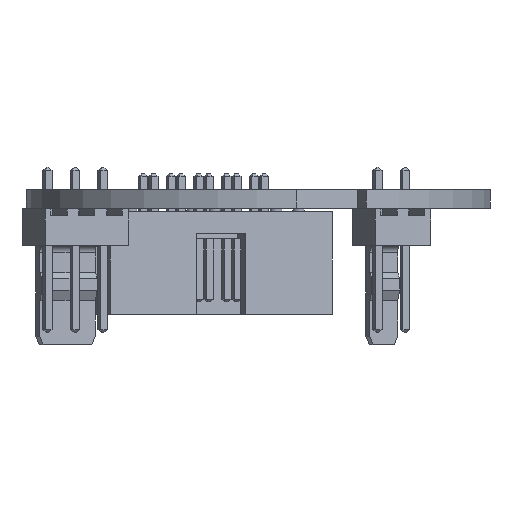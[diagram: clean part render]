
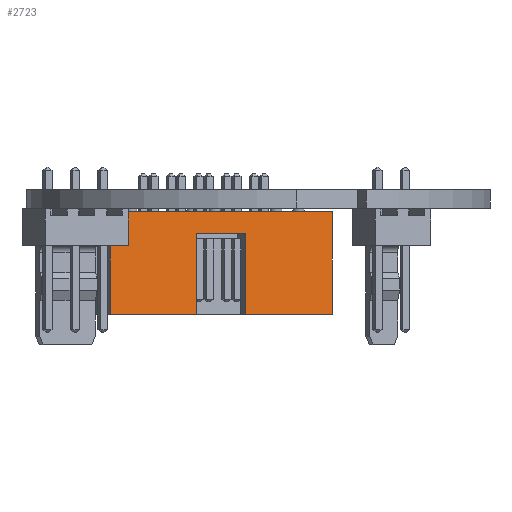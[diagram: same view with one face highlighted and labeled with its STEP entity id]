
A CAD part, front view. The second image highlights one B-rep face of the part: STEP entity #2723.
In plain terms, the highlighted face is planar.
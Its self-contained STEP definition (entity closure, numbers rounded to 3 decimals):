
#2723 = ADVANCED_FACE('',(#2724),#2790,.T.);
#2724 = FACE_BOUND('',#2725,.T.);
#2725 = EDGE_LOOP('',(#2726,#2736,#2744,#2752,#2760,#2768,#2776,#2784));
#2726 = ORIENTED_EDGE('',*,*,#2727,.F.);
#2727 = EDGE_CURVE('',#2728,#2730,#2732,.T.);
#2728 = VERTEX_POINT('',#2729);
#2729 = CARTESIAN_POINT('',(-3.155,5.1,0.25));
#2730 = VERTEX_POINT('',#2731);
#2731 = CARTESIAN_POINT('',(-3.155,5.1,9.1));
#2732 = LINE('',#2733,#2734);
#2733 = CARTESIAN_POINT('',(-3.155,5.1,0.25));
#2734 = VECTOR('',#2735,1.);
#2735 = DIRECTION('',(0.,0.,1.));
#2736 = ORIENTED_EDGE('',*,*,#2737,.T.);
#2737 = EDGE_CURVE('',#2728,#2738,#2740,.T.);
#2738 = VERTEX_POINT('',#2739);
#2739 = CARTESIAN_POINT('',(-3.155,-15.26,0.25));
#2740 = LINE('',#2741,#2742);
#2741 = CARTESIAN_POINT('',(-3.155,5.1,0.25));
#2742 = VECTOR('',#2743,1.);
#2743 = DIRECTION('',(0.,-1.,0.));
#2744 = ORIENTED_EDGE('',*,*,#2745,.T.);
#2745 = EDGE_CURVE('',#2738,#2746,#2748,.T.);
#2746 = VERTEX_POINT('',#2747);
#2747 = CARTESIAN_POINT('',(-3.155,-15.26,9.1));
#2748 = LINE('',#2749,#2750);
#2749 = CARTESIAN_POINT('',(-3.155,-15.26,2.6));
#2750 = VECTOR('',#2751,1.);
#2751 = DIRECTION('',(0.,0.,1.));
#2752 = ORIENTED_EDGE('',*,*,#2753,.F.);
#2753 = EDGE_CURVE('',#2754,#2746,#2756,.T.);
#2754 = VERTEX_POINT('',#2755);
#2755 = CARTESIAN_POINT('',(-3.155,-7.33,9.1));
#2756 = LINE('',#2757,#2758);
#2757 = CARTESIAN_POINT('',(-3.155,5.1,9.1));
#2758 = VECTOR('',#2759,1.);
#2759 = DIRECTION('',(0.,-1.,0.));
#2760 = ORIENTED_EDGE('',*,*,#2761,.T.);
#2761 = EDGE_CURVE('',#2754,#2762,#2764,.T.);
#2762 = VERTEX_POINT('',#2763);
#2763 = CARTESIAN_POINT('',(-3.155,-7.33,2.1));
#2764 = LINE('',#2765,#2766);
#2765 = CARTESIAN_POINT('',(-3.155,-7.33,3.388));
#2766 = VECTOR('',#2767,1.);
#2767 = DIRECTION('',(0.,0.,-1.));
#2768 = ORIENTED_EDGE('',*,*,#2769,.T.);
#2769 = EDGE_CURVE('',#2762,#2770,#2772,.T.);
#2770 = VERTEX_POINT('',#2771);
#2771 = CARTESIAN_POINT('',(-3.155,-2.83,2.1));
#2772 = LINE('',#2773,#2774);
#2773 = CARTESIAN_POINT('',(-3.155,-5.08,2.1));
#2774 = VECTOR('',#2775,1.);
#2775 = DIRECTION('',(0.,1.,0.));
#2776 = ORIENTED_EDGE('',*,*,#2777,.T.);
#2777 = EDGE_CURVE('',#2770,#2778,#2780,.T.);
#2778 = VERTEX_POINT('',#2779);
#2779 = CARTESIAN_POINT('',(-3.155,-2.83,9.1));
#2780 = LINE('',#2781,#2782);
#2781 = CARTESIAN_POINT('',(-3.155,-2.83,3.388));
#2782 = VECTOR('',#2783,1.);
#2783 = DIRECTION('',(0.,0.,1.));
#2784 = ORIENTED_EDGE('',*,*,#2785,.F.);
#2785 = EDGE_CURVE('',#2730,#2778,#2786,.T.);
#2786 = LINE('',#2787,#2788);
#2787 = CARTESIAN_POINT('',(-3.155,5.1,9.1));
#2788 = VECTOR('',#2789,1.);
#2789 = DIRECTION('',(0.,-1.,0.));
#2790 = PLANE('',#2791);
#2791 = AXIS2_PLACEMENT_3D('',#2792,#2793,#2794);
#2792 = CARTESIAN_POINT('',(-3.155,-5.08,4.675));
#2793 = DIRECTION('',(-1.,-0.,0.));
#2794 = DIRECTION('',(0.,0.,-1.));
